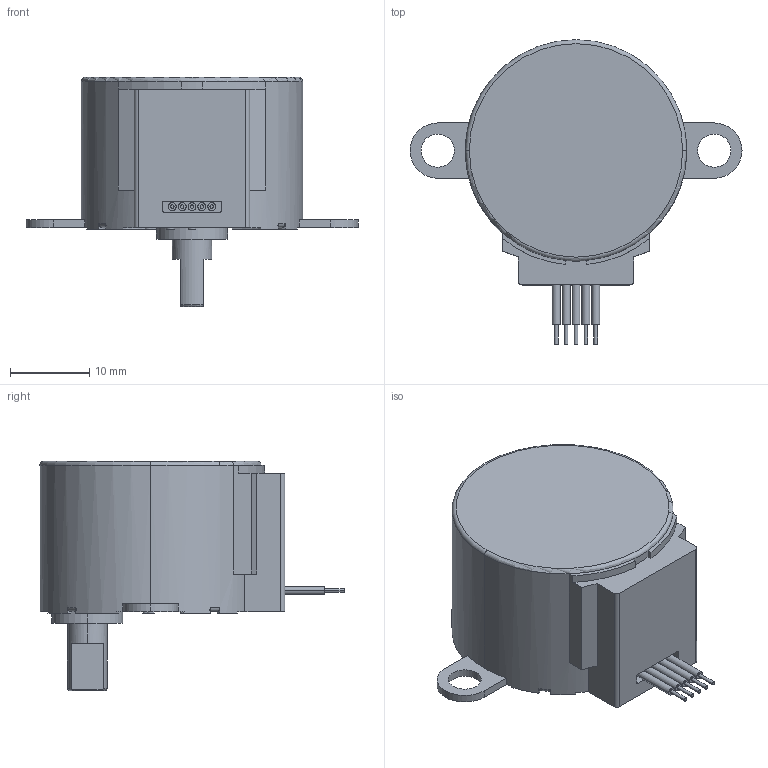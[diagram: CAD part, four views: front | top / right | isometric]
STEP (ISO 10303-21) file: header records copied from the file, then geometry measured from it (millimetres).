
FILE_DESCRIPTION (( 'STEP AP214' ), '1' );
FILE_NAME ('28BYJ-48_Stepper.STEP', '2024-01-07T23:40:35', ( '' ), ( '' ), 'SwSTEP 2.0', 'SolidWorks 2024', '' );
FILE_SCHEMA (( 'AUTOMOTIVE_DESIGN' ));
Length unit declared in the file: millimetre
Products named in the file (1): 28BYJ-48_Stepper
Bounding box: 42 x 38.5 x 29 mm (x, y, z)
Volume: 13000.2 mm3; surface area: 3863.8 mm2
Topology: 1 solids, 1 shells, 184 faces, 465 edges, 302 vertices
Faces by surface type: plane 107, cylinder 65, torus 8, cone 4
Entity records: 7375 total; most frequent: DIRECTION 1015, CARTESIAN_POINT 976, ORIENTED_EDGE 930, EDGE_CURVE 465, AXIS2_PLACEMENT_3D 373, VERTEX_POINT 302, VECTOR 269, LINE 269
